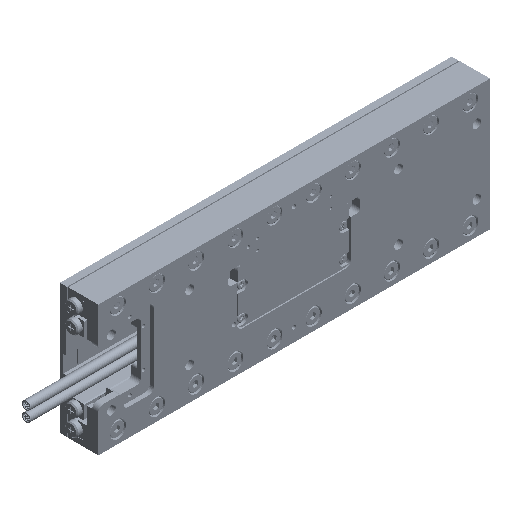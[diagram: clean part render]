
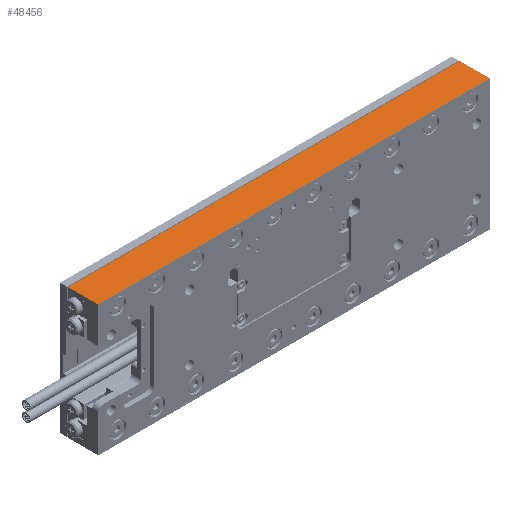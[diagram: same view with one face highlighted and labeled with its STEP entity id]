
A CAD part, isometric view. The second image highlights one B-rep face of the part: STEP entity #48456.
In plain terms, the highlighted planar face has unit normal (0, 0, 1).
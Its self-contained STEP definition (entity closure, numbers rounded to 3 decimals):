
#655 = EDGE_CURVE ( 'NONE', #56599, #39717, #57625, .T. ) ;
#5379 = VERTEX_POINT ( 'NONE', #53623 ) ;
#8163 = DIRECTION ( 'NONE',  ( 0., -1., 0. ) ) ;
#8898 = LINE ( 'NONE', #33169, #16128 ) ;
#13748 = ORIENTED_EDGE ( 'NONE', *, *, #63099, .F. ) ;
#15880 = ORIENTED_EDGE ( 'NONE', *, *, #51892, .T. ) ;
#16128 = VECTOR ( 'NONE', #66209, 1000. ) ;
#17821 = ORIENTED_EDGE ( 'NONE', *, *, #67864, .T. ) ;
#19424 = DIRECTION ( 'NONE',  ( 0., -1., 0. ) ) ;
#22821 = PLANE ( 'NONE',  #61090 ) ;
#23656 = DIRECTION ( 'NONE',  ( -1., 0., 0. ) ) ;
#31209 = CARTESIAN_POINT ( 'NONE',  ( -81.357, 11.5, 25. ) ) ;
#33169 = CARTESIAN_POINT ( 'NONE',  ( -75., 0., 25. ) ) ;
#33662 = LINE ( 'NONE', #46235, #59782 ) ;
#35384 = FACE_OUTER_BOUND ( 'NONE', #68318, .T. ) ;
#35711 = CARTESIAN_POINT ( 'NONE',  ( 75., 11.5, 25. ) ) ;
#39717 = VERTEX_POINT ( 'NONE', #35711 ) ;
#41142 = CARTESIAN_POINT ( 'NONE',  ( -75., 0., 25. ) ) ;
#41632 = VECTOR ( 'NONE', #19424, 1000. ) ;
#42901 = DIRECTION ( 'NONE',  ( 0., 0., -1. ) ) ;
#44177 = DIRECTION ( 'NONE',  ( 1., 0., 0. ) ) ;
#44327 = CARTESIAN_POINT ( 'NONE',  ( -75., 11.5, 25. ) ) ;
#44532 = CARTESIAN_POINT ( 'NONE',  ( 75., 5.5, 25. ) ) ;
#46235 = CARTESIAN_POINT ( 'NONE',  ( -75., 5.5, 25. ) ) ;
#48456 = ADVANCED_FACE ( 'NONE', ( #35384 ), #22821, .F. ) ;
#51892 = EDGE_CURVE ( 'NONE', #72226, #5379, #8898, .T. ) ;
#53623 = CARTESIAN_POINT ( 'NONE',  ( 75., 0., 25. ) ) ;
#56599 = VERTEX_POINT ( 'NONE', #44327 ) ;
#57625 = LINE ( 'NONE', #31209, #70845 ) ;
#59782 = VECTOR ( 'NONE', #8163, 1000. ) ;
#61090 = AXIS2_PLACEMENT_3D ( 'NONE', #81367, #42901, #23656 ) ;
#61876 = ORIENTED_EDGE ( 'NONE', *, *, #655, .F. ) ;
#63099 = EDGE_CURVE ( 'NONE', #39717, #5379, #76334, .T. ) ;
#66209 = DIRECTION ( 'NONE',  ( 1., 0., 0. ) ) ;
#67864 = EDGE_CURVE ( 'NONE', #56599, #72226, #33662, .T. ) ;
#68318 = EDGE_LOOP ( 'NONE', ( #15880, #13748, #61876, #17821 ) ) ;
#70845 = VECTOR ( 'NONE', #44177, 1000. ) ;
#72226 = VERTEX_POINT ( 'NONE', #41142 ) ;
#76334 = LINE ( 'NONE', #44532, #41632 ) ;
#81367 = CARTESIAN_POINT ( 'NONE',  ( -75., 5.5, 25. ) ) ;
